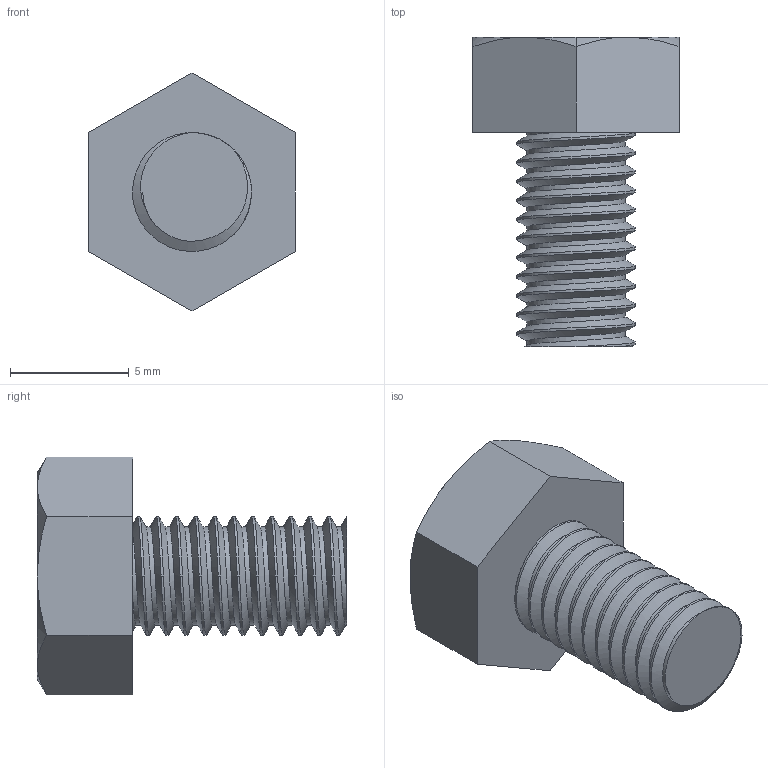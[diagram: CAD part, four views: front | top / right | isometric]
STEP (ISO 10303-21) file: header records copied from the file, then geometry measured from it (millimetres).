
FILE_DESCRIPTION (( 'STEP AP214' ), '1' );
FILE_NAME ('Bolt.STEP', '2025-03-07T10:19:42', ( '' ), ( '' ), 'SwSTEP 2.0', 'SolidWorks 2023', '' );
FILE_SCHEMA (( 'AUTOMOTIVE_DESIGN' ));
Length unit declared in the file: millimetre
Products named in the file (1): Bolt
Bounding box: 8.66 x 13 x 10 mm (x, y, z)
Volume: 403.9 mm3; surface area: 455.4 mm2
Topology: 1 solids, 1 shells, 43 faces, 112 edges, 72 vertices
Faces by surface type: cylinder 24, plane 9, cone 7, bspline 3
Entity records: 4392 total; most frequent: CARTESIAN_POINT 3501, ORIENTED_EDGE 224, DIRECTION 136, EDGE_CURVE 112, VERTEX_POINT 72, AXIS2_PLACEMENT_3D 50, EDGE_LOOP 44, ADVANCED_FACE 43
